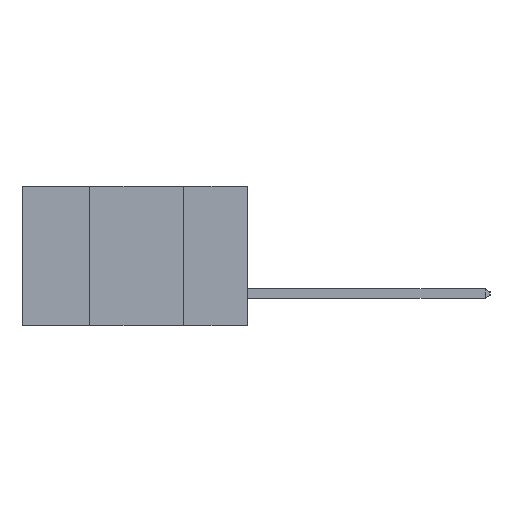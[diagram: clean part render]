
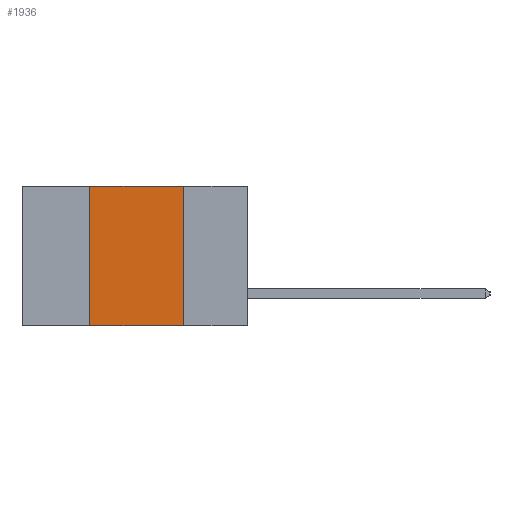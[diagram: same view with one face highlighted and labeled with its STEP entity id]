
A CAD part, left-side view. The second image highlights one B-rep face of the part: STEP entity #1936.
In plain terms, the highlighted planar face has unit normal (-1, 0, 0).
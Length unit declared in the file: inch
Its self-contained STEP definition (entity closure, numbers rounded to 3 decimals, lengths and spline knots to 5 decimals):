
#163 = VECTOR ( 'NONE', #8554, 39.37008 ) ;
#240 = LINE ( 'NONE', #1535, #13145 ) ;
#987 = EDGE_LOOP ( 'NONE', ( #4283, #4379, #4420, #4455 ) ) ;
#1535 = CARTESIAN_POINT ( 'NONE',  ( 0., 0.6, 0. ) ) ;
#1840 = DIRECTION ( 'NONE',  ( 0., 0., 1. ) ) ;
#1888 = DIRECTION ( 'NONE',  ( 0., -1., 0. ) ) ;
#1936 = ADVANCED_FACE ( 'NONE', ( #14480 ), #4627, .F. ) ;
#2397 = VERTEX_POINT ( 'NONE', #8953 ) ;
#2835 = DIRECTION ( 'NONE',  ( 0., -1., 0. ) ) ;
#3743 = DIRECTION ( 'NONE',  ( 1., 0., 0. ) ) ;
#3927 = CARTESIAN_POINT ( 'NONE',  ( 0., 0.42, 0. ) ) ;
#4272 = VECTOR ( 'NONE', #1888, 39.37008 ) ;
#4283 = ORIENTED_EDGE ( 'NONE', *, *, #13333, .F. ) ;
#4379 = ORIENTED_EDGE ( 'NONE', *, *, #10275, .F. ) ;
#4420 = ORIENTED_EDGE ( 'NONE', *, *, #12496, .F. ) ;
#4455 = ORIENTED_EDGE ( 'NONE', *, *, #11705, .T. ) ;
#4627 = PLANE ( 'NONE',  #15353 ) ;
#4633 = LINE ( 'NONE', #5681, #7577 ) ;
#4827 = CARTESIAN_POINT ( 'NONE',  ( 0., 0.6, 0. ) ) ;
#4943 = DIRECTION ( 'NONE',  ( 0., 0., -1. ) ) ;
#5681 = CARTESIAN_POINT ( 'NONE',  ( 0., 0.42, 0. ) ) ;
#5749 = VERTEX_POINT ( 'NONE', #7563 ) ;
#6454 = CARTESIAN_POINT ( 'NONE',  ( 0., 0.17, -0.37 ) ) ;
#6567 = LINE ( 'NONE', #15731, #163 ) ;
#7563 = CARTESIAN_POINT ( 'NONE',  ( 0., 0.42, -0.37 ) ) ;
#7577 = VECTOR ( 'NONE', #1840, 39.37008 ) ;
#8554 = DIRECTION ( 'NONE',  ( 0., 0., -1. ) ) ;
#8953 = CARTESIAN_POINT ( 'NONE',  ( 0., 0.17, 0. ) ) ;
#9465 = VERTEX_POINT ( 'NONE', #3927 ) ;
#10275 = EDGE_CURVE ( 'NONE', #9465, #2397, #240, .T. ) ;
#10818 = VERTEX_POINT ( 'NONE', #6454 ) ;
#11705 = EDGE_CURVE ( 'NONE', #5749, #10818, #14066, .T. ) ;
#11849 = CARTESIAN_POINT ( 'NONE',  ( 0., 0.6, -0.37 ) ) ;
#12496 = EDGE_CURVE ( 'NONE', #5749, #9465, #4633, .T. ) ;
#13145 = VECTOR ( 'NONE', #2835, 39.37008 ) ;
#13333 = EDGE_CURVE ( 'NONE', #2397, #10818, #6567, .T. ) ;
#14066 = LINE ( 'NONE', #11849, #4272 ) ;
#14480 = FACE_OUTER_BOUND ( 'NONE', #987, .T. ) ;
#15353 = AXIS2_PLACEMENT_3D ( 'NONE', #4827, #3743, #4943 ) ;
#15731 = CARTESIAN_POINT ( 'NONE',  ( 0., 0.17, 0. ) ) ;
